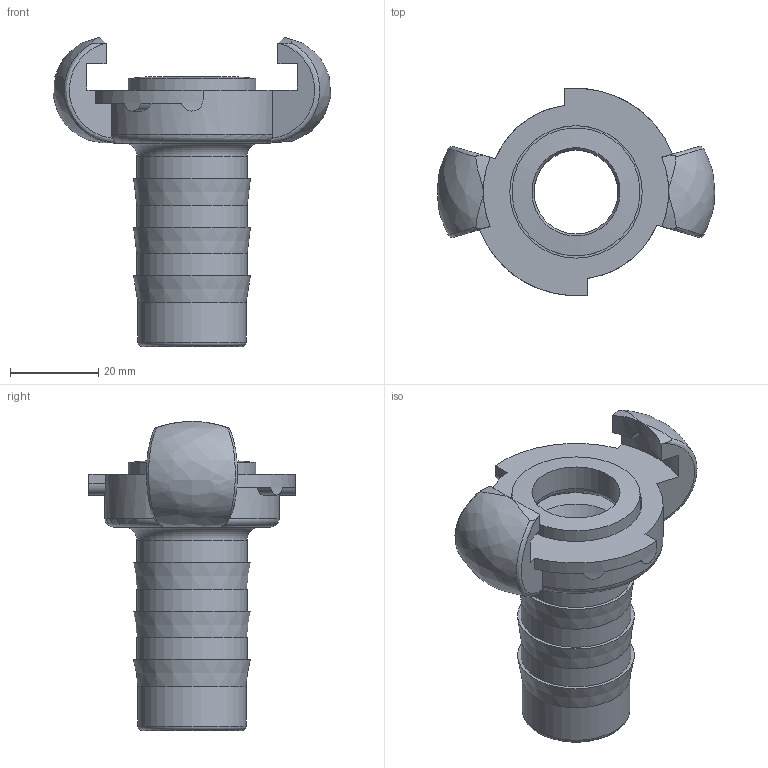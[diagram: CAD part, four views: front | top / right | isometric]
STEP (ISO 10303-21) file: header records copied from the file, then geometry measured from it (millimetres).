
FILE_DESCRIPTION(/* description */ (''),/* implementation_level */ '2;1');
FILE_NAME(/* name */ 'skg_25.stp',/* time_stamp */ '2020-03-31T09:29:57+02:00',/* author */ ('schnellinger'),/* organization */ (''),/* preprocessor_version */ 'ST-DEVELOPER v17',/* originating_system */ 'Autodesk Inventor 2018',/* authorisation */ '0 mm^3');
FILE_SCHEMA (('AUTOMOTIVE_DESIGN { 1 0 10303 214 3 1 1 }'));
Length unit declared in the file: millimetre
Products named in the file (1): ENG-004602_Shrinkwrap_1
Bounding box: 62.84 x 46.98 x 70 mm (x, y, z)
Volume: 27324.8 mm3; surface area: 16895.8 mm2
Topology: 2 solids, 2 shells, 69 faces, 202 edges, 143 vertices
Faces by surface type: cylinder 24, plane 24, cone 7, bspline 6, torus 4, sphere 4
Full cylindrical faces by diameter (mm): 19 x1, 20 x1, 24.5 x1, 25 x3, 29 x1, 30 x1, 34.5 x1, 35 x1
Entity records: 3222 total; most frequent: CARTESIAN_POINT 1262, ORIENTED_EDGE 404, DIRECTION 371, EDGE_CURVE 202, AXIS2_PLACEMENT_3D 156, VERTEX_POINT 143, CIRCLE 92, EDGE_LOOP 79
